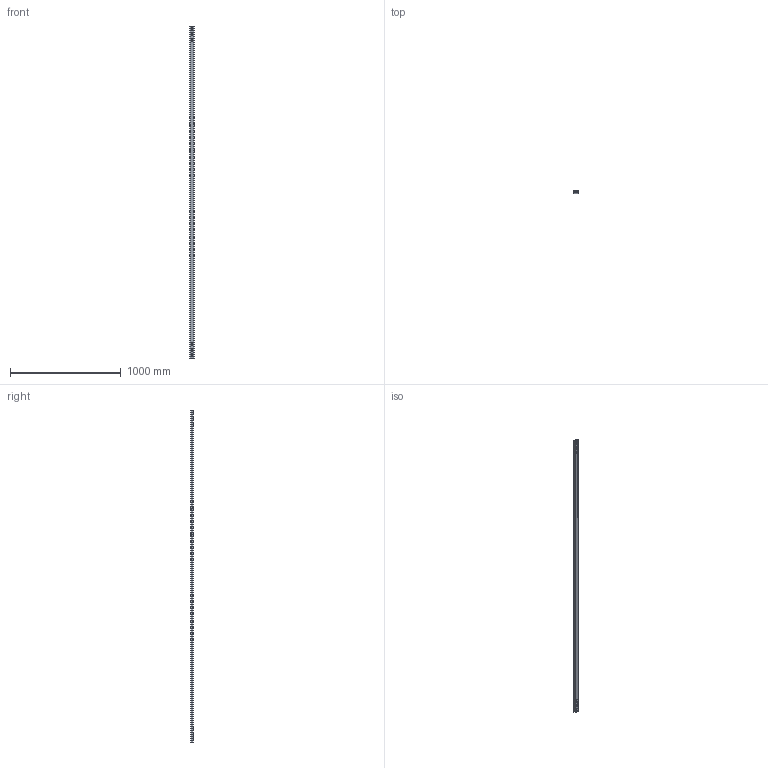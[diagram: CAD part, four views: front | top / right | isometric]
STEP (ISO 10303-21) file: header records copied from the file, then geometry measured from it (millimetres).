
FILE_DESCRIPTION((''),'2;1');
FILE_NAME('1122742','2013-02-14T',('AndreasKeweloh'),(''),'PRO/ENGINEER BY PARAMETRIC TECHNOLOGY CORPORATION, 2012360','PRO/ENGINEER BY PARAMETRIC TECHNOLOGY CORPORATION, 2012360','');
FILE_SCHEMA(('CONFIG_CONTROL_DESIGN'));
Length unit declared in the file: millimetre
Products named in the file (1): 1122742
Bounding box: 40 x 22.5 x 3000 mm (x, y, z)
Volume: 598873.7 mm3; surface area: 612146.1 mm2
Topology: 1 solids, 1 shells, 69 faces, 177 edges, 110 vertices
Faces by surface type: plane 42, cylinder 27
Entity records: 2135 total; most frequent: DIRECTION 369, CARTESIAN_POINT 356, ORIENTED_EDGE 354, EDGE_CURVE 177, AXIS2_PLACEMENT_3D 123, VECTOR 123, LINE 123, VERTEX_POINT 110
